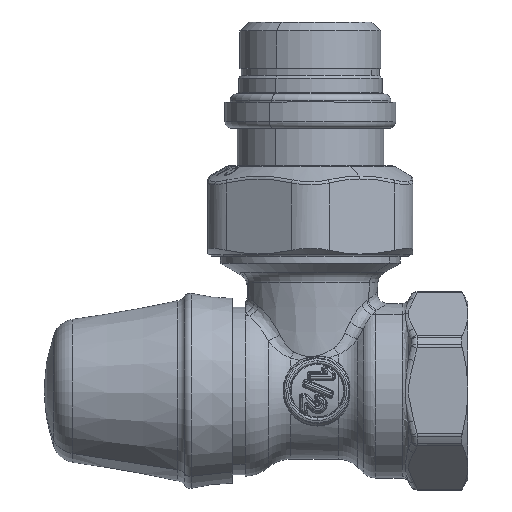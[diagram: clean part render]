
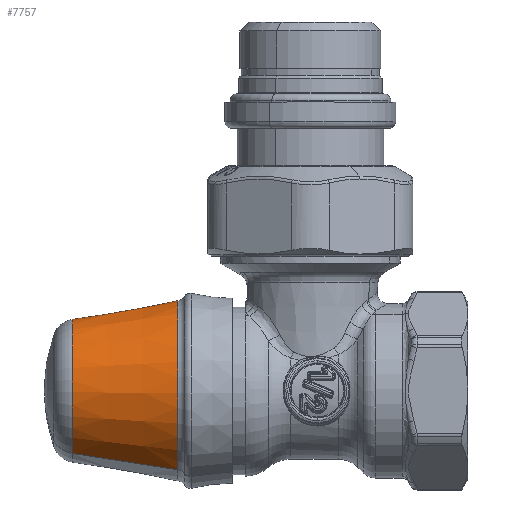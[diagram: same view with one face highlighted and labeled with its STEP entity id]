
A CAD part, top view. The second image highlights one B-rep face of the part: STEP entity #7757.
In plain terms, the highlighted conical face has half-angle 10 degrees and reference radius 10.44 mm.
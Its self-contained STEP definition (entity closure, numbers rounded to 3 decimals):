
#7693=CARTESIAN_POINT('Vertex',(-19.385,-11.553,6.312)) ;
#7700=CARTESIAN_POINT('Vertex',(-19.385,11.553,-6.312)) ;
#7715=CARTESIAN_POINT('Axis2P3D Location',(-19.385,0.,0.)) ;
#7727=CARTESIAN_POINT('Axis2P3D Location',(-34.839,0.,0.)) ;
#7732=CARTESIAN_POINT('Line Origine',(-27.112,10.358,-5.658)) ;
#7736=CARTESIAN_POINT('Vertex',(-34.839,9.162,-5.005)) ;
#7739=CARTESIAN_POINT('Axis2P3D Location',(-34.839,0.,0.)) ;
#7743=CARTESIAN_POINT('Vertex',(-34.839,-9.162,5.005)) ;
#7746=CARTESIAN_POINT('Line Origine',(-27.112,-10.358,5.658)) ;
#7716=DIRECTION('Axis2P3D Direction',(-1.,0.,0.)) ;
#7728=DIRECTION('Axis2P3D Direction',(1.,0.,-0.)) ;
#7729=DIRECTION('Axis2P3D XDirection',(0.,0.878,-0.479)) ;
#7733=DIRECTION('Vector Direction',(0.985,0.152,-0.083)) ;
#7740=DIRECTION('Axis2P3D Direction',(1.,0.,0.)) ;
#7747=DIRECTION('Vector Direction',(0.985,-0.152,0.083)) ;
#7717=AXIS2_PLACEMENT_3D('Circle Axis2P3D',#7715,#7716,$) ;
#7730=AXIS2_PLACEMENT_3D('Cone Axis2P3D',#7727,#7728,#7729) ;
#7741=AXIS2_PLACEMENT_3D('Circle Axis2P3D',#7739,#7740,$) ;
#7752=ORIENTED_EDGE('',*,*,#7738,.T.) ;
#7753=ORIENTED_EDGE('',*,*,#7745,.F.) ;
#7754=ORIENTED_EDGE('',*,*,#7750,.F.) ;
#7755=ORIENTED_EDGE('',*,*,#7719,.T.) ;
#7734=VECTOR('Line Direction',#7733,1.) ;
#7748=VECTOR('Line Direction',#7747,1.) ;
#7757=ADVANCED_FACE('PartBody',(#7756),#7731,.T.) ;
#7718=CIRCLE('generated circle',#7717,13.165) ;
#7742=CIRCLE('generated circle',#7741,10.44) ;
#7731=CONICAL_SURFACE('Cone',#7730,10.44,0.175) ;
#7719=EDGE_CURVE('',#7694,#7701,#7718,.T.) ;
#7738=EDGE_CURVE('',#7701,#7737,#7735,.F.) ;
#7745=EDGE_CURVE('',#7744,#7737,#7742,.F.) ;
#7750=EDGE_CURVE('',#7694,#7744,#7749,.F.) ;
#7751=EDGE_LOOP('',(#7752,#7753,#7754,#7755)) ;
#7756=FACE_OUTER_BOUND('',#7751,.T.) ;
#7735=LINE('Line',#7732,#7734) ;
#7749=LINE('Line',#7746,#7748) ;
#7694=VERTEX_POINT('',#7693) ;
#7701=VERTEX_POINT('',#7700) ;
#7737=VERTEX_POINT('',#7736) ;
#7744=VERTEX_POINT('',#7743) ;
